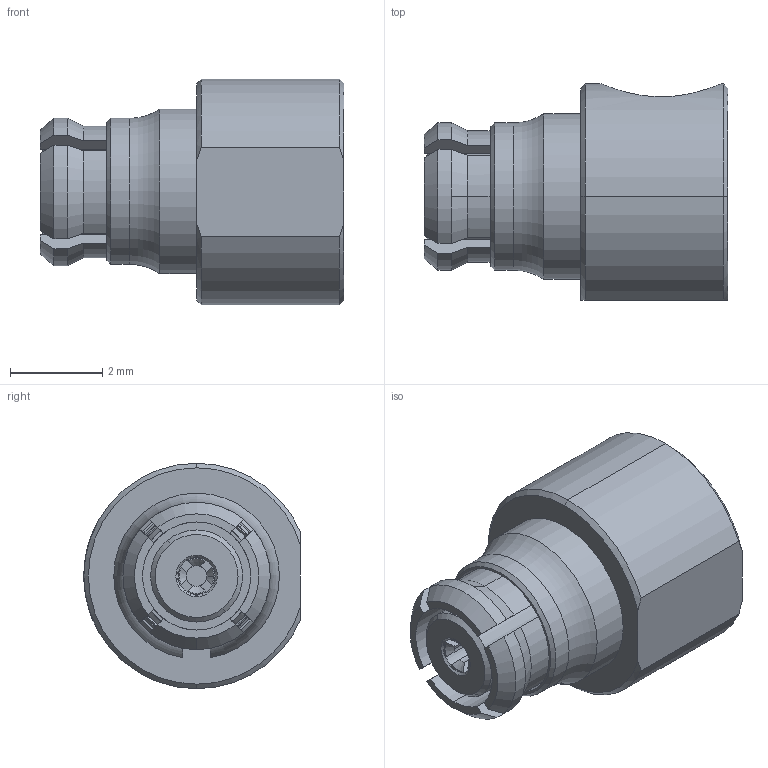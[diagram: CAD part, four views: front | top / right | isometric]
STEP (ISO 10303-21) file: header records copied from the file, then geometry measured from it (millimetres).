
FILE_DESCRIPTION (( 'STEP AP214' ), '1' );
FILE_NAME ('56-108-D3-HA.STEP', '2024-08-08T11:36:04', ( '' ), ( '' ), 'SwSTEP 2.0', 'SolidWorks 2024', '' );
FILE_SCHEMA (( 'AUTOMOTIVE_DESIGN' ));
Length unit declared in the file: millimetre
Products named in the file (1): 56-108-D3-HA
Bounding box: 6.6 x 4.7 x 4.9 mm (x, y, z)
Surface area: 235.8 mm2 (no closed solid volume)
Topology: 0 solids, 7 shells, 103 faces, 303 edges, 203 vertices
Faces by surface type: cone 36, plane 35, cylinder 31, torus 1
Entity records: 3568 total; most frequent: CARTESIAN_POINT 836, DIRECTION 588, ORIENTED_EDGE 530, EDGE_CURVE 303, AXIS2_PLACEMENT_3D 229, VERTEX_POINT 203, VECTOR 130, LINE 130
